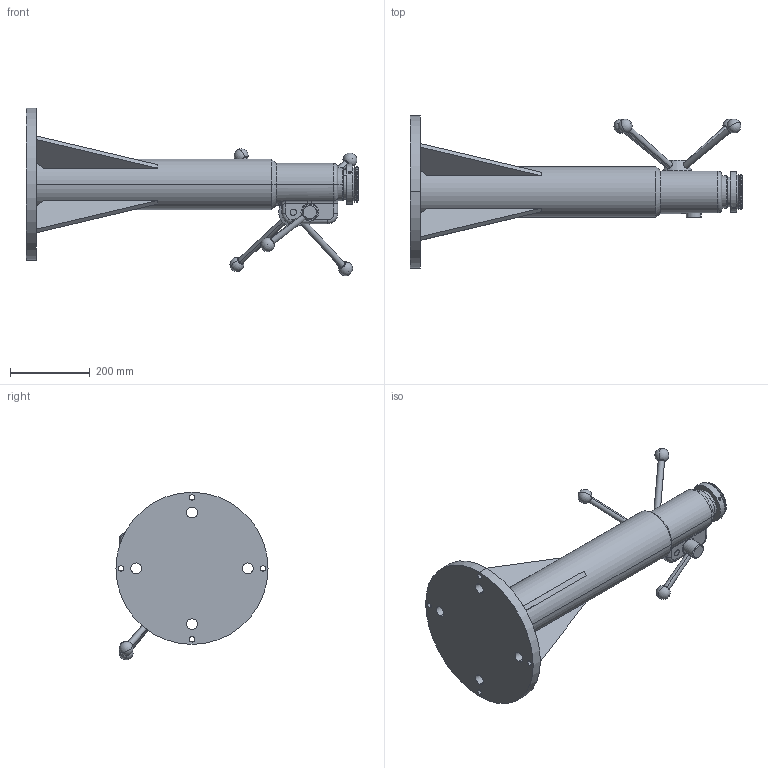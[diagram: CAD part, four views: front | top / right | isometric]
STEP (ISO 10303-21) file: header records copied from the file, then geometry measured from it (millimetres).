
FILE_DESCRIPTION (( 'STEP AP214' ), '1' );
FILE_NAME ('W-333-0.STEP', '2020-06-15T15:04:21', ( '' ), ( '' ), 'SwSTEP 2.0', 'SolidWorks 2019', '' );
FILE_SCHEMA (( 'AUTOMOTIVE_DESIGN' ));
Length unit declared in the file: inch
Products named in the file (1): W-333-0
Bounding box: 831.85 x 381 x 419.33 mm (x, y, z)
Volume: 13557137.6 mm3; surface area: 831944.3 mm2
Topology: 5 solids, 5 shells, 202 faces, 484 edges, 300 vertices
Faces by surface type: cylinder 72, plane 51, cone 48, torus 13, sphere 10, bspline 8
Entity records: 6835 total; most frequent: CARTESIAN_POINT 2118, DIRECTION 1020, ORIENTED_EDGE 918, EDGE_CURVE 459, AXIS2_PLACEMENT_3D 419, VERTEX_POINT 285, EDGE_LOOP 236, CIRCLE 224
